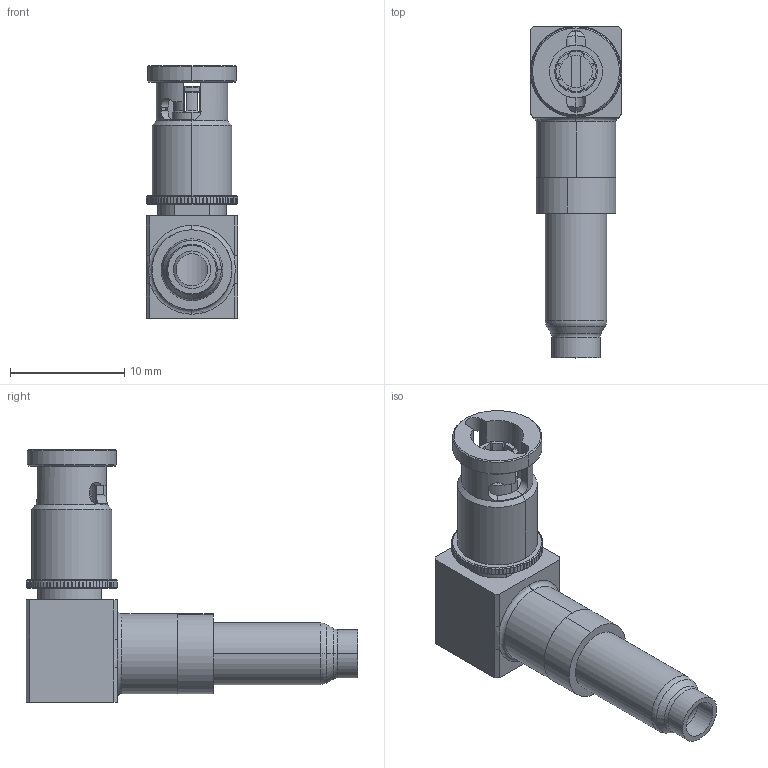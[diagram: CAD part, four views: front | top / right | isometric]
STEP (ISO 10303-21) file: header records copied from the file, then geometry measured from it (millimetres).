
FILE_DESCRIPTION (( 'STEP AP214' ), '1' );
FILE_NAME ('67-104-B126-BS.STEP', '2024-07-30T15:21:27', ( '' ), ( '' ), 'SwSTEP 2.0', 'SolidWorks 2023', '' );
FILE_SCHEMA (( 'AUTOMOTIVE_DESIGN' ));
Length unit declared in the file: millimetre
Products named in the file (1): 67-104-B126-BS
Bounding box: 8 x 29.1 x 22.17 mm (x, y, z)
Surface area: 1517.3 mm2 (no closed solid volume)
Topology: 0 solids, 9 shells, 446 faces, 1502 edges, 1059 vertices
Faces by surface type: plane 222, cylinder 183, cone 31, torus 8, bspline 2
Entity records: 17031 total; most frequent: CARTESIAN_POINT 4504, ORIENTED_EDGE 2612, DIRECTION 2459, EDGE_CURVE 1502, VERTEX_POINT 1059, AXIS2_PLACEMENT_3D 896, VECTOR 667, LINE 667
